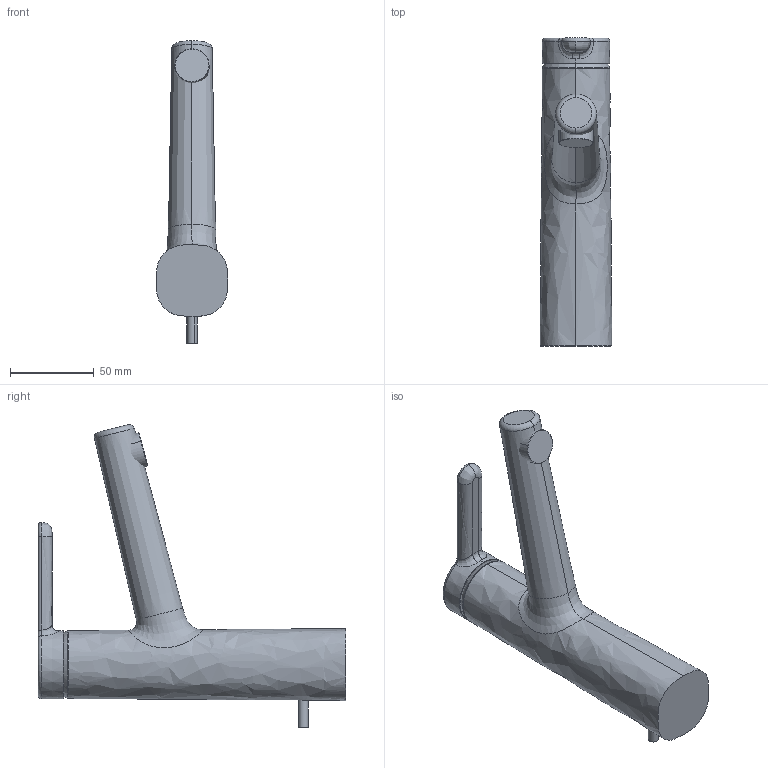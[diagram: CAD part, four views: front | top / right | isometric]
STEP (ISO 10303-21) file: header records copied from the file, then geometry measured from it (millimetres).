
FILE_DESCRIPTION (( 'STEP AP203' ), '1' );
FILE_NAME ('51832283.STEP', '2017-03-13T08:23:23', ( '' ), ( '' ), 'SwSTEP 2.0', 'SolidWorks 2016', '' );
FILE_SCHEMA (( 'CONFIG_CONTROL_DESIGN' ));
Length unit declared in the file: millimetre
Products named in the file (1): 51832283
Bounding box: 42.99 x 183.85 x 180.82 mm (x, y, z)
Volume: 348237.7 mm3; surface area: 48726.5 mm2
Topology: 5 solids, 5 shells, 62 faces, 129 edges, 77 vertices
Faces by surface type: bspline 18, plane 15, torus 11, cylinder 11, cone 4, sphere 3
Entity records: 4522 total; most frequent: CARTESIAN_POINT 3244, ORIENTED_EDGE 258, DIRECTION 225, EDGE_CURVE 129, AXIS2_PLACEMENT_3D 96, VERTEX_POINT 77, EDGE_LOOP 62, ADVANCED_FACE 62
